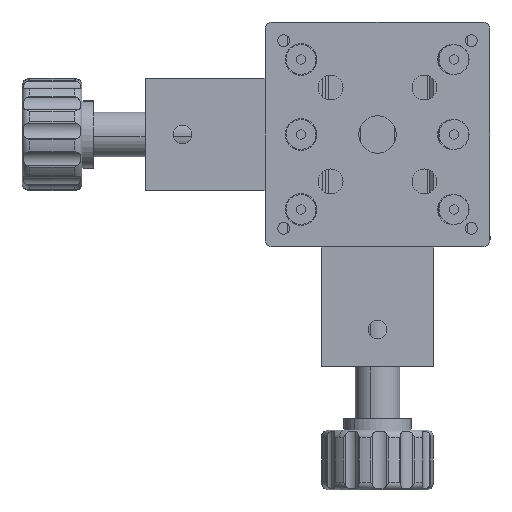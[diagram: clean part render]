
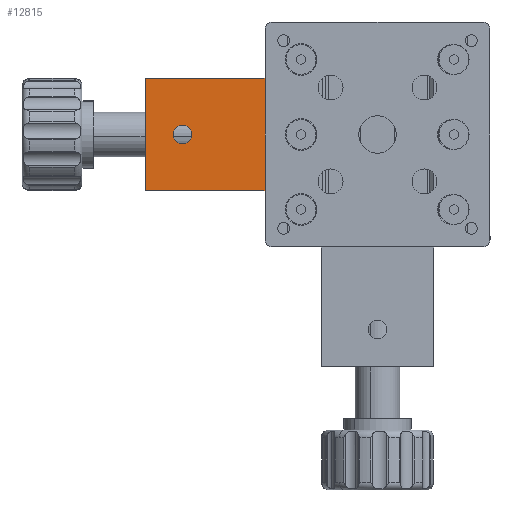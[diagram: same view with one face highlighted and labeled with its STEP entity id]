
A CAD part, front view. The second image highlights one B-rep face of the part: STEP entity #12815.
In plain terms, the highlighted planar face has unit normal (0, -1, 0).
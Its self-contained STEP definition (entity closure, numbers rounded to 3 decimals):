
#627 = DIRECTION ( 'NONE',  ( 0., 0., 1. ) ) ;
#755 = CIRCLE ( 'NONE', #14686, 1.25 ) ;
#1166 = ORIENTED_EDGE ( 'NONE', *, *, #6298, .T. ) ;
#1427 = VECTOR ( 'NONE', #9437, 1000. ) ;
#1701 = LINE ( 'NONE', #21746, #1427 ) ;
#2229 = FACE_OUTER_BOUND ( 'NONE', #13360, .T. ) ;
#2760 = CARTESIAN_POINT ( 'NONE',  ( -26., 8.5, -1.25 ) ) ;
#2921 = DIRECTION ( 'NONE',  ( 0., 0., 1. ) ) ;
#3435 = ORIENTED_EDGE ( 'NONE', *, *, #6466, .F. ) ;
#3522 = VECTOR ( 'NONE', #20718, 1000. ) ;
#6155 = VERTEX_POINT ( 'NONE', #20254 ) ;
#6298 = EDGE_CURVE ( 'NONE', #6155, #22888, #14420, .T. ) ;
#6466 = EDGE_CURVE ( 'NONE', #30979, #30950, #755, .T. ) ;
#7142 = CARTESIAN_POINT ( 'NONE',  ( -26., 8.5, 0. ) ) ;
#7245 = CARTESIAN_POINT ( 'NONE',  ( -31., 8.5, -7.5 ) ) ;
#7720 = ORIENTED_EDGE ( 'NONE', *, *, #31218, .F. ) ;
#7955 = VECTOR ( 'NONE', #13947, 1000. ) ;
#8739 = CARTESIAN_POINT ( 'NONE',  ( -31., 8.5, -7.5 ) ) ;
#9197 = DIRECTION ( 'NONE',  ( 0., 0., -1. ) ) ;
#9437 = DIRECTION ( 'NONE',  ( 1., 0., 0. ) ) ;
#11844 = EDGE_CURVE ( 'NONE', #25161, #22888, #1701, .T. ) ;
#12815 = ADVANCED_FACE ( 'NONE', ( #21806, #2229 ), #21965, .F. ) ;
#13360 = EDGE_LOOP ( 'NONE', ( #1166, #28829, #14720, #28349 ) ) ;
#13947 = DIRECTION ( 'NONE',  ( 0., 0., 1. ) ) ;
#14420 = LINE ( 'NONE', #19109, #7955 ) ;
#14686 = AXIS2_PLACEMENT_3D ( 'NONE', #7142, #25081, #2921 ) ;
#14720 = ORIENTED_EDGE ( 'NONE', *, *, #19959, .F. ) ;
#16030 = CARTESIAN_POINT ( 'NONE',  ( -31., 8.5, -7.5 ) ) ;
#16329 = CARTESIAN_POINT ( 'NONE',  ( -26., 8.5, 1.25 ) ) ;
#17115 = DIRECTION ( 'NONE',  ( 0., 1., 0. ) ) ;
#19006 = CARTESIAN_POINT ( 'NONE',  ( -31., 8.5, 7.5 ) ) ;
#19109 = CARTESIAN_POINT ( 'NONE',  ( -15., 8.5, -7.5 ) ) ;
#19959 = EDGE_CURVE ( 'NONE', #28634, #25161, #22088, .T. ) ;
#20254 = CARTESIAN_POINT ( 'NONE',  ( -15., 8.5, -7.5 ) ) ;
#20503 = CARTESIAN_POINT ( 'NONE',  ( -26., 8.5, 0. ) ) ;
#20718 = DIRECTION ( 'NONE',  ( 1., 0., 0. ) ) ;
#21202 = LINE ( 'NONE', #16030, #3522 ) ;
#21746 = CARTESIAN_POINT ( 'NONE',  ( -31., 8.5, 7.5 ) ) ;
#21771 = DIRECTION ( 'NONE',  ( 0., 0., 1. ) ) ;
#21803 = EDGE_LOOP ( 'NONE', ( #3435, #7720 ) ) ;
#21806 = FACE_BOUND ( 'NONE', #21803, .T. ) ;
#21965 = PLANE ( 'NONE',  #29872 ) ;
#22088 = LINE ( 'NONE', #29061, #30482 ) ;
#22700 = AXIS2_PLACEMENT_3D ( 'NONE', #20503, #25372, #627 ) ;
#22888 = VERTEX_POINT ( 'NONE', #28059 ) ;
#25081 = DIRECTION ( 'NONE',  ( 0., -1., 0. ) ) ;
#25161 = VERTEX_POINT ( 'NONE', #19006 ) ;
#25372 = DIRECTION ( 'NONE',  ( 0., -1., 0. ) ) ;
#25864 = EDGE_CURVE ( 'NONE', #28634, #6155, #21202, .T. ) ;
#28059 = CARTESIAN_POINT ( 'NONE',  ( -15., 8.5, 7.5 ) ) ;
#28349 = ORIENTED_EDGE ( 'NONE', *, *, #25864, .T. ) ;
#28634 = VERTEX_POINT ( 'NONE', #8739 ) ;
#28829 = ORIENTED_EDGE ( 'NONE', *, *, #11844, .F. ) ;
#29061 = CARTESIAN_POINT ( 'NONE',  ( -31., 8.5, -7.5 ) ) ;
#29872 = AXIS2_PLACEMENT_3D ( 'NONE', #7245, #17115, #9197 ) ;
#30482 = VECTOR ( 'NONE', #21771, 1000. ) ;
#30950 = VERTEX_POINT ( 'NONE', #2760 ) ;
#30979 = VERTEX_POINT ( 'NONE', #16329 ) ;
#31218 = EDGE_CURVE ( 'NONE', #30950, #30979, #31507, .T. ) ;
#31507 = CIRCLE ( 'NONE', #22700, 1.25 ) ;
